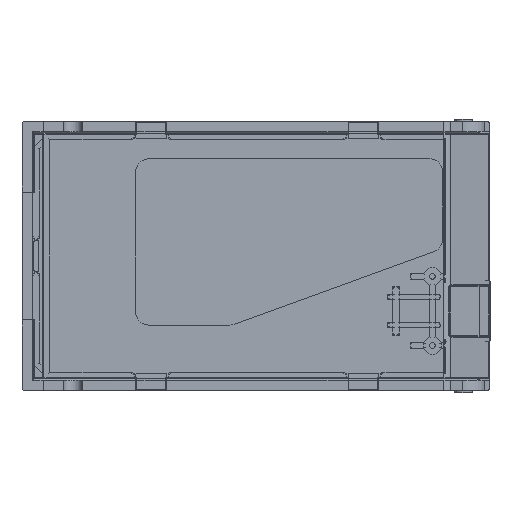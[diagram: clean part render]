
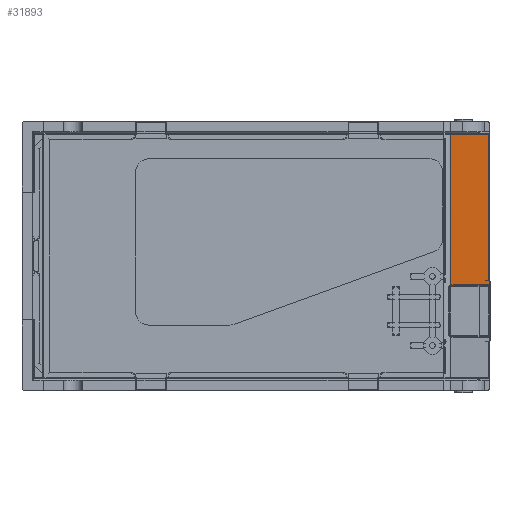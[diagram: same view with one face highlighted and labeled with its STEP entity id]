
A CAD part, front view. The second image highlights one B-rep face of the part: STEP entity #31893.
In plain terms, the highlighted face is planar.
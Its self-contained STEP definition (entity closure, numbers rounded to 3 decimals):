
#4349 =( BOUNDED_CURVE ( )  B_SPLINE_CURVE ( 3, ( #27031, #27047, #27048, #27049 ),
 .UNSPECIFIED., .F., .T. ) 
 B_SPLINE_CURVE_WITH_KNOTS ( ( 4, 4 ),
 ( 0., 2.094 ),
 .UNSPECIFIED. ) 
 CURVE ( )  GEOMETRIC_REPRESENTATION_ITEM ( )  RATIONAL_B_SPLINE_CURVE ( ( 1., 0.667, 0.667, 1. ) ) 
 REPRESENTATION_ITEM ( '' )  );
#4371 =( BOUNDED_CURVE ( )  B_SPLINE_CURVE ( 3, ( #27014, #27036, #27037, #27038 ),
 .UNSPECIFIED., .F., .T. ) 
 B_SPLINE_CURVE_WITH_KNOTS ( ( 4, 4 ),
 ( 4.273, 4.712 ),
 .UNSPECIFIED. ) 
 CURVE ( )  GEOMETRIC_REPRESENTATION_ITEM ( )  RATIONAL_B_SPLINE_CURVE ( ( 1., 0.984, 0.984, 1. ) ) 
 REPRESENTATION_ITEM ( '' )  );
#8708 = AXIS2_PLACEMENT_3D ( 'NONE', #15015, #15027, #15028 ) ;
#15015 = CARTESIAN_POINT ( 'NONE',  ( -86.638, 52.5, 5.935 ) ) ;
#15022 = PLANE ( 'NONE',  #8708 ) ;
#15027 = DIRECTION ( 'NONE',  ( 0.8, 0., 0.6 ) ) ;
#15028 = DIRECTION ( 'NONE',  ( 0.6, 0., -0.8 ) ) ;
#17068 = EDGE_CURVE ( 'NONE', #36710, #36711, #4371, .T. ) ;
#17070 = EDGE_CURVE ( 'NONE', #36711, #36712, #17700, .T. ) ;
#17071 = EDGE_CURVE ( 'NONE', #36708, #36709, #17702, .T. ) ;
#17072 = EDGE_CURVE ( 'NONE', #36707, #36708, #17704, .T. ) ;
#17073 = EDGE_CURVE ( 'NONE', #36706, #36707, #4349, .T. ) ;
#17074 = EDGE_CURVE ( 'NONE', #36709, #36710, #17696, .T. ) ;
#17075 = EDGE_CURVE ( 'NONE', #36712, #36706, #17709, .T. ) ;
#17696 = LINE ( 'NONE', #27050, #17708 ) ;
#17700 = LINE ( 'NONE', #27040, #17701 ) ;
#17701 = VECTOR ( 'NONE', #27041, 1000. ) ;
#17702 = LINE ( 'NONE', #27042, #17703 ) ;
#17703 = VECTOR ( 'NONE', #27043, 1000. ) ;
#17704 = LINE ( 'NONE', #27044, #17705 ) ;
#17705 = VECTOR ( 'NONE', #27045, 1000. ) ;
#17708 = VECTOR ( 'NONE', #27051, 1000. ) ;
#17709 = LINE ( 'NONE', #27052, #17710 ) ;
#17710 = VECTOR ( 'NONE', #27053, 1000. ) ;
#19514 = ORIENTED_EDGE ( 'NONE', *, *, #17072, .T. ) ;
#19515 = ORIENTED_EDGE ( 'NONE', *, *, #17071, .T. ) ;
#19516 = ORIENTED_EDGE ( 'NONE', *, *, #17074, .T. ) ;
#19517 = ORIENTED_EDGE ( 'NONE', *, *, #17068, .T. ) ;
#19518 = ORIENTED_EDGE ( 'NONE', *, *, #17070, .T. ) ;
#19519 = ORIENTED_EDGE ( 'NONE', *, *, #17075, .T. ) ;
#27014 = CARTESIAN_POINT ( 'NONE',  ( -87.538, -11.276, 7.135 ) ) ;
#27031 = CARTESIAN_POINT ( 'NONE',  ( -103.078, -10., 27.855 ) ) ;
#27036 = CARTESIAN_POINT ( 'NONE',  ( -87.645, -11.226, 7.278 ) ) ;
#27037 = CARTESIAN_POINT ( 'NONE',  ( -87.76, -11.2, 7.431 ) ) ;
#27038 = CARTESIAN_POINT ( 'NONE',  ( -87.878, -11.2, 7.589 ) ) ;
#27040 = CARTESIAN_POINT ( 'NONE',  ( -86.638, -11.2, 5.935 ) ) ;
#27041 = DIRECTION ( 'NONE',  ( -0.6, 0., 0.8 ) ) ;
#27042 = CARTESIAN_POINT ( 'NONE',  ( -87.538, 47.7, 7.135 ) ) ;
#27043 = DIRECTION ( 'NONE',  ( 0.6, 0., -0.8 ) ) ;
#27044 = CARTESIAN_POINT ( 'NONE',  ( -102.778, 52.5, 27.455 ) ) ;
#27045 = DIRECTION ( 'NONE',  ( 0., 1., 0. ) ) ;
#27047 = CARTESIAN_POINT ( 'NONE',  ( -103.078, -9.827, 27.855 ) ) ;
#27048 = CARTESIAN_POINT ( 'NONE',  ( -102.928, -9.74, 27.655 ) ) ;
#27049 = CARTESIAN_POINT ( 'NONE',  ( -102.778, -9.827, 27.455 ) ) ;
#27050 = CARTESIAN_POINT ( 'NONE',  ( -87.538, 52.5, 7.135 ) ) ;
#27051 = DIRECTION ( 'NONE',  ( 0., -1., 0. ) ) ;
#27052 = CARTESIAN_POINT ( 'NONE',  ( -103.078, -10., 27.855 ) ) ;
#27053 = DIRECTION ( 'NONE',  ( 0., 1., 0. ) ) ;
#31893 = ADVANCED_FACE ( 'NONE', ( #49470 ), #15022, .F. ) ;
#35630 = EDGE_LOOP ( 'NONE', ( #47814, #19514, #19515, #19516, #19517, #19518, #19519 ) ) ;
#36706 = VERTEX_POINT ( 'NONE', #43130 ) ;
#36707 = VERTEX_POINT ( 'NONE', #43131 ) ;
#36708 = VERTEX_POINT ( 'NONE', #43132 ) ;
#36709 = VERTEX_POINT ( 'NONE', #43123 ) ;
#36710 = VERTEX_POINT ( 'NONE', #43133 ) ;
#36711 = VERTEX_POINT ( 'NONE', #43134 ) ;
#36712 = VERTEX_POINT ( 'NONE', #43135 ) ;
#43123 = CARTESIAN_POINT ( 'NONE',  ( -87.538, 47.7, 7.135 ) ) ;
#43130 = CARTESIAN_POINT ( 'NONE',  ( -103.078, -10., 27.855 ) ) ;
#43131 = CARTESIAN_POINT ( 'NONE',  ( -102.778, -9.827, 27.455 ) ) ;
#43132 = CARTESIAN_POINT ( 'NONE',  ( -102.778, 47.7, 27.455 ) ) ;
#43133 = CARTESIAN_POINT ( 'NONE',  ( -87.538, -11.276, 7.135 ) ) ;
#43134 = CARTESIAN_POINT ( 'NONE',  ( -87.878, -11.2, 7.589 ) ) ;
#43135 = CARTESIAN_POINT ( 'NONE',  ( -103.078, -11.2, 27.855 ) ) ;
#47814 = ORIENTED_EDGE ( 'NONE', *, *, #17073, .T. ) ;
#49470 = FACE_OUTER_BOUND ( 'NONE', #35630, .T. ) ;
